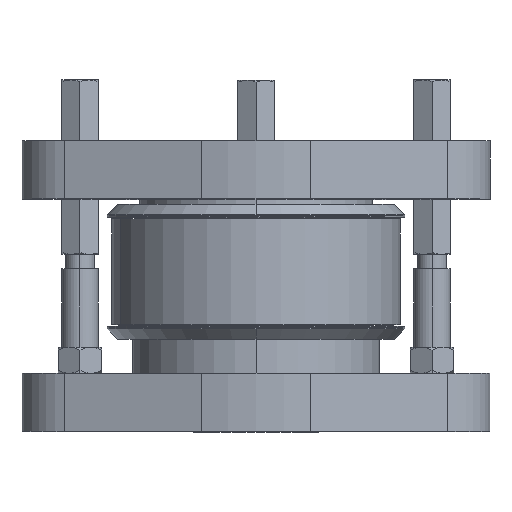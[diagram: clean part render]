
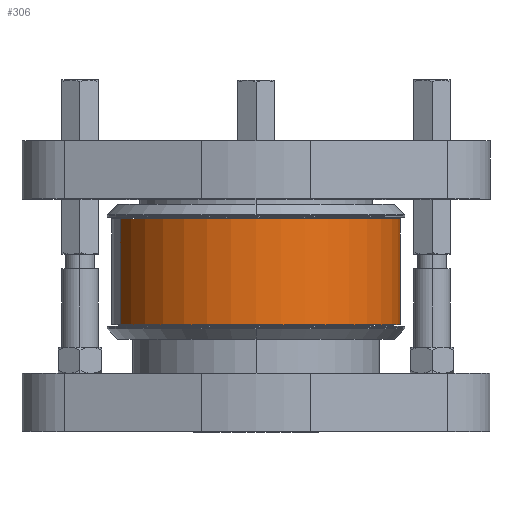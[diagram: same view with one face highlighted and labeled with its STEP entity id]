
A CAD part, top view. The second image highlights one B-rep face of the part: STEP entity #306.
In plain terms, the highlighted cylindrical face has radius 63.119 mm (diameter 126.238 mm), a partial arc.
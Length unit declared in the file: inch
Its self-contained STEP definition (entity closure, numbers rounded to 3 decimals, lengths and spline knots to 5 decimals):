
#306 = ADVANCED_FACE ( 'NONE', ( #60119 ), #60122, .T. ) ;
#7150 = EDGE_CURVE ( 'NONE', #58542, #57609, #52435, .T. ) ;
#7162 = EDGE_CURVE ( 'NONE', #57609, #58386, #52460, .T. ) ;
#7177 = EDGE_CURVE ( 'NONE', #58553, #58386, #52462, .T. ) ;
#8523 = CARTESIAN_POINT ( 'NONE',  ( 2.33572, -2.162, -0.84832 ) ) ;
#8531 = DIRECTION ( 'NONE',  ( 0., 1., 0. ) ) ;
#8541 = CARTESIAN_POINT ( 'NONE',  ( 0., -0.338, 0. ) ) ;
#8550 = DIRECTION ( 'NONE',  ( 0., -1., 0. ) ) ;
#8551 = DIRECTION ( 'NONE',  ( 0.94, 0., -0.341 ) ) ;
#8585 = CARTESIAN_POINT ( 'NONE',  ( -2.33572, -2.162, 0.84832 ) ) ;
#8586 = DIRECTION ( 'NONE',  ( 0., 1., 0. ) ) ;
#10630 = CIRCLE ( 'NONE', #41782, 2.485 ) ;
#25559 = AXIS2_PLACEMENT_3D ( 'NONE', #40632, #40613, #40611 ) ;
#28276 = ORIENTED_EDGE ( 'NONE', *, *, #7177, .F. ) ;
#28287 = ORIENTED_EDGE ( 'NONE', *, *, #7162, .T. ) ;
#28305 = ORIENTED_EDGE ( 'NONE', *, *, #29204, .F. ) ;
#28308 = ORIENTED_EDGE ( 'NONE', *, *, #7150, .T. ) ;
#29074 = EDGE_LOOP ( 'NONE', ( #28305, #28308, #28287, #28276 ) ) ;
#29204 = EDGE_CURVE ( 'NONE', #58542, #58553, #10630, .T. ) ;
#30232 = AXIS2_PLACEMENT_3D ( 'NONE', #8541, #8550, #8551 ) ;
#40611 = DIRECTION ( 'NONE',  ( -0.94, 0., 0.341 ) ) ;
#40613 = DIRECTION ( 'NONE',  ( 0., 1., 0. ) ) ;
#40632 = CARTESIAN_POINT ( 'NONE',  ( 0., -2.162, 0. ) ) ;
#41782 = AXIS2_PLACEMENT_3D ( 'NONE', #43490, #43492, #43493 ) ;
#43490 = CARTESIAN_POINT ( 'NONE',  ( 0., -2.162, 0. ) ) ;
#43492 = DIRECTION ( 'NONE',  ( 0., -1., 0. ) ) ;
#43493 = DIRECTION ( 'NONE',  ( 0.94, 0., -0.341 ) ) ;
#50788 = CARTESIAN_POINT ( 'NONE',  ( 2.33572, -0.338, -0.84832 ) ) ;
#52435 = LINE ( 'NONE', #8523, #52437 ) ;
#52437 = VECTOR ( 'NONE', #8531, 39.37008 ) ;
#52460 = CIRCLE ( 'NONE', #30232, 2.485 ) ;
#52462 = LINE ( 'NONE', #8585, #52464 ) ;
#52464 = VECTOR ( 'NONE', #8586, 39.37008 ) ;
#53969 = CARTESIAN_POINT ( 'NONE',  ( -2.33572, -0.338, 0.84832 ) ) ;
#54034 = CARTESIAN_POINT ( 'NONE',  ( -2.33572, -2.162, 0.84832 ) ) ;
#54035 = CARTESIAN_POINT ( 'NONE',  ( 2.33572, -2.162, -0.84832 ) ) ;
#57609 = VERTEX_POINT ( 'NONE', #50788 ) ;
#58386 = VERTEX_POINT ( 'NONE', #53969 ) ;
#58542 = VERTEX_POINT ( 'NONE', #54035 ) ;
#58553 = VERTEX_POINT ( 'NONE', #54034 ) ;
#60119 = FACE_OUTER_BOUND ( 'NONE', #29074, .T. ) ;
#60122 = CYLINDRICAL_SURFACE ( 'NONE', #25559, 2.485 ) ;
